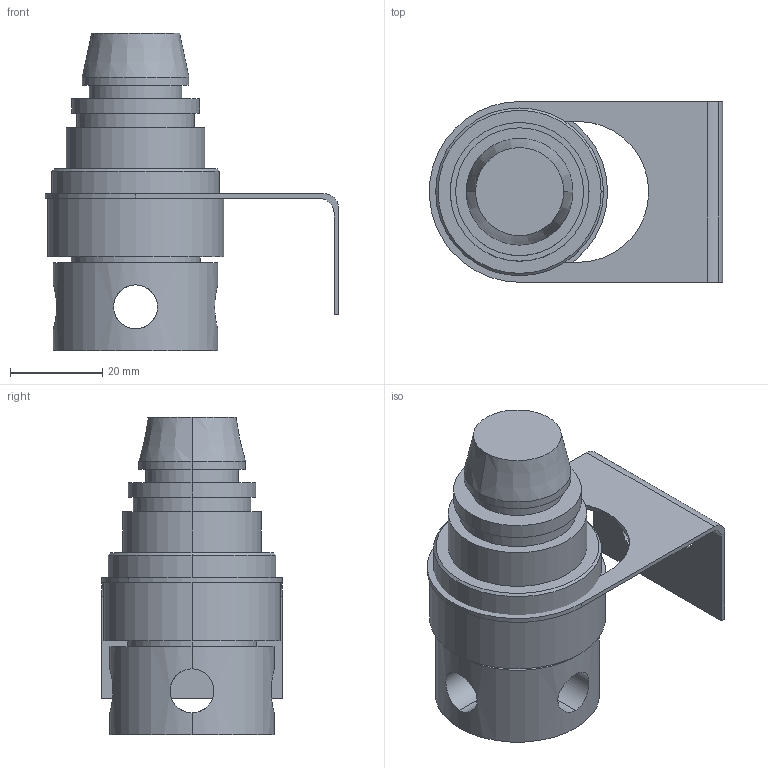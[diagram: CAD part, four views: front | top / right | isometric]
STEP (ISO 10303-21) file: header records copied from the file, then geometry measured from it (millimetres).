
FILE_DESCRIPTION((''),'2;1');
FILE_NAME('pressureregulator1.stp','2002-01-15T19:42:44',('Administrator'),(''),'Autodesk Inventor (tm) 3.0','Autodesk Inventor (tm) 3.0','');
FILE_SCHEMA(('CONFIG_CONTROL_DESIGN'));
Length unit declared in the file: inch
Products named in the file (7): pressureregulator1; pressureregulator11; pressureregulator12; pressureregulator13; pressureregulator14; pressureregulator15; pressureregulator16
Assembly tree (6 placements, depth 2):
  pressureregulator1
    pressureregulator11
    pressureregulator12
    pressureregulator13
    pressureregulator14
    pressureregulator15
    pressureregulator16
Bounding box: 63.47 x 39.12 x 68.77 mm (x, y, z)
Volume: 53223.8 mm3; surface area: 20772.4 mm2
Topology: 6 solids, 6 shells, 71 faces, 159 edges, 100 vertices
Faces by surface type: cylinder 42, plane 23, cone 6
Entity records: 3048 total; most frequent: CARTESIAN_POINT 483, DIRECTION 395, ORIENTED_EDGE 318, AXIS2_PLACEMENT_3D 162, EDGE_CURVE 159, VERTEX_POINT 100, EDGE_LOOP 85, CIRCLE 74
